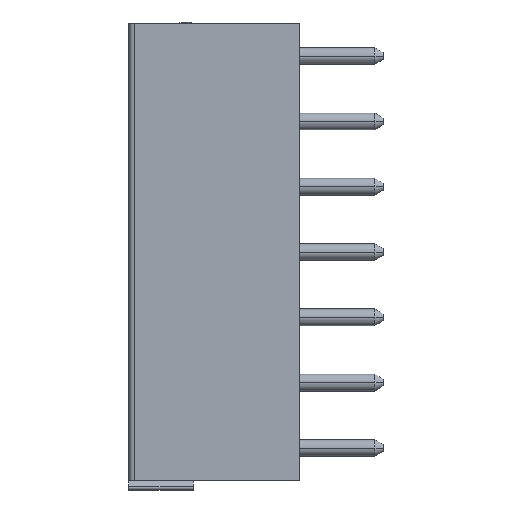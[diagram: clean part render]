
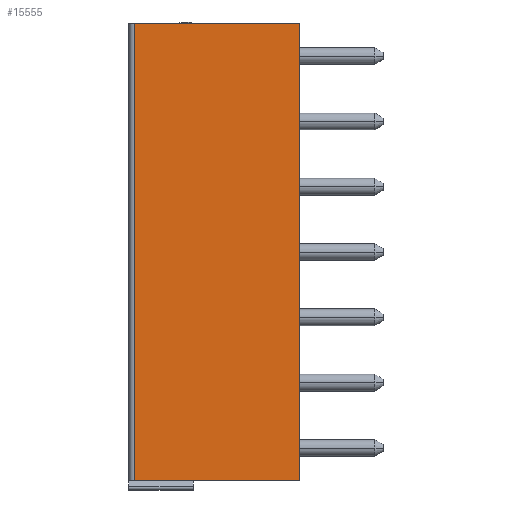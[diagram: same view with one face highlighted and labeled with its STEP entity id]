
A CAD part, left-side view. The second image highlights one B-rep face of the part: STEP entity #15555.
In plain terms, the highlighted planar face has unit normal (-1, 0, 0).
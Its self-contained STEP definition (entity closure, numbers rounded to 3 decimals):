
#50=DIRECTION('',(0.,1.,0.));
#51=VECTOR('',#50,8.85);
#52=CARTESIAN_POINT('',(-3.5,-4.575,-22.75));
#53=LINE('',#52,#51);
#1818=DIRECTION('',(0.,1.,0.));
#1819=VECTOR('',#1818,8.85);
#1820=CARTESIAN_POINT('',(-3.5,-4.575,1.75));
#1821=LINE('',#1820,#1819);
#3369=DIRECTION('',(0.,0.,-1.));
#3370=VECTOR('',#3369,24.5);
#3371=CARTESIAN_POINT('',(-3.5,-4.575,1.75));
#3372=LINE('',#3371,#3370);
#4159=DIRECTION('',(0.,0.,-1.));
#4160=VECTOR('',#4159,24.5);
#4161=CARTESIAN_POINT('',(-3.5,4.275,1.75));
#4162=LINE('',#4161,#4160);
#7869=CARTESIAN_POINT('',(-3.5,4.275,-22.75));
#7871=VERTEX_POINT('',#7869);
#7873=CARTESIAN_POINT('',(-3.5,-4.575,-22.75));
#7874=VERTEX_POINT('',#7873);
#7889=CARTESIAN_POINT('',(-3.5,4.275,1.75));
#7891=VERTEX_POINT('',#7889);
#7893=CARTESIAN_POINT('',(-3.5,-4.575,1.75));
#7894=VERTEX_POINT('',#7893);
#15543=CARTESIAN_POINT('',(-3.5,4.275,-22.75));
#15544=DIRECTION('',(-1.,0.,0.));
#15545=DIRECTION('',(0.,-1.,0.));
#15546=AXIS2_PLACEMENT_3D('',#15543,#15544,#15545);
#15547=PLANE('',#15546);
#15548=ORIENTED_EDGE('',*,*,#10196,.T.);
#15550=ORIENTED_EDGE('',*,*,#15549,.F.);
#15551=ORIENTED_EDGE('',*,*,#12490,.F.);
#15552=ORIENTED_EDGE('',*,*,#14445,.T.);
#15553=EDGE_LOOP('',(#15548,#15550,#15551,#15552));
#15554=FACE_OUTER_BOUND('',#15553,.F.);
#10196=EDGE_CURVE('',#7874,#7871,#53,.T.);
#12490=EDGE_CURVE('',#7894,#7891,#1821,.T.);
#14445=EDGE_CURVE('',#7894,#7874,#3372,.T.);
#15549=EDGE_CURVE('',#7891,#7871,#4162,.T.);
#15555=ADVANCED_FACE('',(#15554),#15547,.T.);
